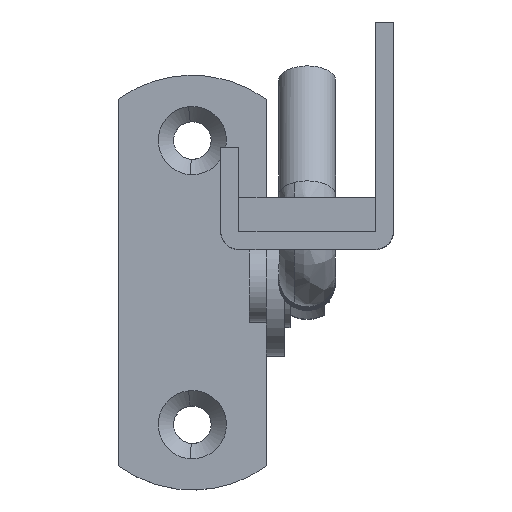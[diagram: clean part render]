
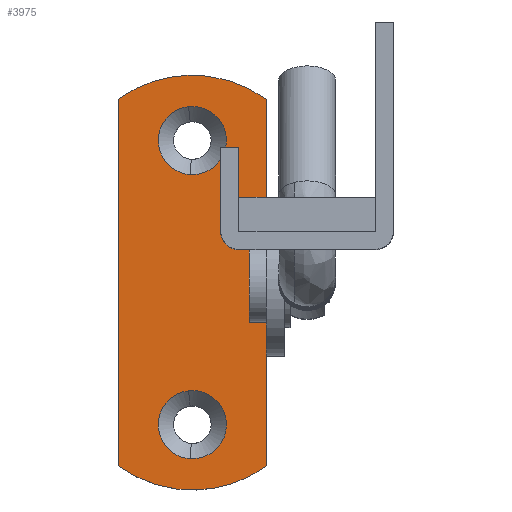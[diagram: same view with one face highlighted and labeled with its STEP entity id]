
A CAD part, top view. The second image highlights one B-rep face of the part: STEP entity #3975.
In plain terms, the highlighted free-form (B-spline) face has degree [1, 1] with [2, 2] control points.
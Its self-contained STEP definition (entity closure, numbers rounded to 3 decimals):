
#2711=CARTESIAN_POINT('',(-0.342,15.48,1.6));
#2712=VERTEX_POINT('',#2711);
#2718=CARTESIAN_POINT('',(-3.0,12.5,1.6));
#2719=VERTEX_POINT('',#2718);
#2720=CARTESIAN_POINT('',(-0.342,15.48,1.6));
#2721=CARTESIAN_POINT('',(-3.,15.175,1.6));
#2722=CARTESIAN_POINT('',(-3.0,12.5,1.6));
#2730=(BOUNDED_CURVE()B_SPLINE_CURVE(2,(#2720,#2721,#2722),.UNSPECIFIED.,.F.,.U.)B_SPLINE_CURVE_WITH_KNOTS((3,3),(0.27,0.5),.UNSPECIFIED.)CURVE()GEOMETRIC_REPRESENTATION_ITEM()RATIONAL_B_SPLINE_CURVE((0.957,0.73,1.0))REPRESENTATION_ITEM(''));
#2731=EDGE_CURVE('',#2712,#2719,#2730,.T.);
#2733=CARTESIAN_POINT('',(-0.183,9.506,1.6));
#2734=VERTEX_POINT('',#2733);
#2735=CARTESIAN_POINT('',(-3.0,12.5,1.6));
#2736=CARTESIAN_POINT('',(-3.,9.678,1.6));
#2737=CARTESIAN_POINT('',(-0.183,9.506,1.6));
#2745=(BOUNDED_CURVE()B_SPLINE_CURVE(2,(#2735,#2736,#2737),.UNSPECIFIED.,.F.,.U.)B_SPLINE_CURVE_WITH_KNOTS((3,3),(0.5,0.739),.UNSPECIFIED.)CURVE()GEOMETRIC_REPRESENTATION_ITEM()RATIONAL_B_SPLINE_CURVE((1.0,0.72,0.976))REPRESENTATION_ITEM(''));
#2746=EDGE_CURVE('',#2719,#2734,#2745,.T.);
#2841=CARTESIAN_POINT('',(3.0,12.5,1.6));
#2842=VERTEX_POINT('',#2841);
#2843=CARTESIAN_POINT('',(-0.183,9.506,1.6));
#2844=CARTESIAN_POINT('',(-0.092,9.5,1.6));
#2845=CARTESIAN_POINT('',(0.0,9.5,1.6));
#2846=CARTESIAN_POINT('',(3.0,9.5,1.6));
#2847=CARTESIAN_POINT('',(3.0,12.5,1.6));
#2855=(BOUNDED_CURVE()B_SPLINE_CURVE(2,(#2843,#2844,#2845,#2846,#2847),.UNSPECIFIED.,.F.,.U.)B_SPLINE_CURVE_WITH_KNOTS((3,2,3),(0.739,0.75,1.0),.UNSPECIFIED.)CURVE()GEOMETRIC_REPRESENTATION_ITEM()RATIONAL_B_SPLINE_CURVE((0.976,0.988,1.0,0.707,1.0))REPRESENTATION_ITEM(''));
#2856=EDGE_CURVE('',#2734,#2842,#2855,.T.);
#2858=CARTESIAN_POINT('',(3.0,12.5,1.6));
#2859=CARTESIAN_POINT('',(3.0,15.5,1.6));
#2860=CARTESIAN_POINT('',(0.0,15.5,1.6));
#2861=CARTESIAN_POINT('',(-0.172,15.5,1.6));
#2862=CARTESIAN_POINT('',(-0.342,15.48,1.6));
#2870=(BOUNDED_CURVE()B_SPLINE_CURVE(2,(#2858,#2859,#2860,#2861,#2862),.UNSPECIFIED.,.F.,.U.)B_SPLINE_CURVE_WITH_KNOTS((3,2,3),(0.0,0.25,0.27),.UNSPECIFIED.)CURVE()GEOMETRIC_REPRESENTATION_ITEM()RATIONAL_B_SPLINE_CURVE((1.0,0.707,1.0,0.977,0.957))REPRESENTATION_ITEM(''));
#2871=EDGE_CURVE('',#2842,#2712,#2870,.T.);
#3039=CARTESIAN_POINT('',(-0.342,-9.52,1.6));
#3040=VERTEX_POINT('',#3039);
#3046=CARTESIAN_POINT('',(-3.0,-12.5,1.6));
#3047=VERTEX_POINT('',#3046);
#3048=CARTESIAN_POINT('',(-0.342,-9.52,1.6));
#3049=CARTESIAN_POINT('',(-3.,-9.825,1.6));
#3050=CARTESIAN_POINT('',(-3.0,-12.5,1.6));
#3058=(BOUNDED_CURVE()B_SPLINE_CURVE(2,(#3048,#3049,#3050),.UNSPECIFIED.,.F.,.U.)B_SPLINE_CURVE_WITH_KNOTS((3,3),(0.27,0.5),.UNSPECIFIED.)CURVE()GEOMETRIC_REPRESENTATION_ITEM()RATIONAL_B_SPLINE_CURVE((0.957,0.73,1.0))REPRESENTATION_ITEM(''));
#3059=EDGE_CURVE('',#3040,#3047,#3058,.T.);
#3061=CARTESIAN_POINT('',(-0.183,-15.494,1.6));
#3062=VERTEX_POINT('',#3061);
#3063=CARTESIAN_POINT('',(-3.0,-12.5,1.6));
#3064=CARTESIAN_POINT('',(-3.,-15.322,1.6));
#3065=CARTESIAN_POINT('',(-0.183,-15.494,1.6));
#3073=(BOUNDED_CURVE()B_SPLINE_CURVE(2,(#3063,#3064,#3065),.UNSPECIFIED.,.F.,.U.)B_SPLINE_CURVE_WITH_KNOTS((3,3),(0.5,0.739),.UNSPECIFIED.)CURVE()GEOMETRIC_REPRESENTATION_ITEM()RATIONAL_B_SPLINE_CURVE((1.0,0.72,0.976))REPRESENTATION_ITEM(''));
#3074=EDGE_CURVE('',#3047,#3062,#3073,.T.);
#3169=CARTESIAN_POINT('',(3.0,-12.5,1.6));
#3170=VERTEX_POINT('',#3169);
#3171=CARTESIAN_POINT('',(-0.183,-15.494,1.6));
#3172=CARTESIAN_POINT('',(-0.092,-15.5,1.6));
#3173=CARTESIAN_POINT('',(0.0,-15.5,1.6));
#3174=CARTESIAN_POINT('',(3.0,-15.5,1.6));
#3175=CARTESIAN_POINT('',(3.0,-12.5,1.6));
#3183=(BOUNDED_CURVE()B_SPLINE_CURVE(2,(#3171,#3172,#3173,#3174,#3175),.UNSPECIFIED.,.F.,.U.)B_SPLINE_CURVE_WITH_KNOTS((3,2,3),(0.739,0.75,1.0),.UNSPECIFIED.)CURVE()GEOMETRIC_REPRESENTATION_ITEM()RATIONAL_B_SPLINE_CURVE((0.976,0.988,1.0,0.707,1.0))REPRESENTATION_ITEM(''));
#3184=EDGE_CURVE('',#3062,#3170,#3183,.T.);
#3186=CARTESIAN_POINT('',(3.0,-12.5,1.6));
#3187=CARTESIAN_POINT('',(3.0,-9.5,1.6));
#3188=CARTESIAN_POINT('',(0.0,-9.5,1.6));
#3189=CARTESIAN_POINT('',(-0.172,-9.5,1.6));
#3190=CARTESIAN_POINT('',(-0.342,-9.52,1.6));
#3198=(BOUNDED_CURVE()B_SPLINE_CURVE(2,(#3186,#3187,#3188,#3189,#3190),.UNSPECIFIED.,.F.,.U.)B_SPLINE_CURVE_WITH_KNOTS((3,2,3),(0.0,0.25,0.27),.UNSPECIFIED.)CURVE()GEOMETRIC_REPRESENTATION_ITEM()RATIONAL_B_SPLINE_CURVE((1.0,0.707,1.0,0.977,0.957))REPRESENTATION_ITEM(''));
#3199=EDGE_CURVE('',#3170,#3040,#3198,.T.);
#3584=CARTESIAN_POINT('',(6.5,6.5,1.6));
#3585=VERTEX_POINT('',#3584);
#3633=CARTESIAN_POINT('',(6.5,-6.5,1.6));
#3634=VERTEX_POINT('',#3633);
#3733=CARTESIAN_POINT('',(6.5,-16.124,1.6));
#3734=VERTEX_POINT('',#3733);
#3740=CARTESIAN_POINT('',(-6.5,-16.124,1.6));
#3741=VERTEX_POINT('',#3740);
#3742=CARTESIAN_POINT('',(-6.5,-16.124,1.6));
#3743=CARTESIAN_POINT('',(0.,-20.885,1.6));
#3744=CARTESIAN_POINT('',(6.5,-16.124,1.6));
#3752=(BOUNDED_CURVE()B_SPLINE_CURVE(2,(#3742,#3743,#3744),.UNSPECIFIED.,.F.,.U.)CURVE()GEOMETRIC_REPRESENTATION_ITEM()QUASI_UNIFORM_CURVE()RATIONAL_B_SPLINE_CURVE((1.0,0.807,1.0))REPRESENTATION_ITEM(''));
#3753=EDGE_CURVE('',#3741,#3734,#3752,.T.);
#3775=CARTESIAN_POINT('',(6.5,16.124,1.6));
#3776=VERTEX_POINT('',#3775);
#3782=CARTESIAN_POINT('',(6.5,16.124,1.6));
#3783=CARTESIAN_POINT('',(6.5,6.5,1.6));
#3784=QUASI_UNIFORM_CURVE('',1,(#3782,#3783),.UNSPECIFIED.,.F.,.U.);
#3785=EDGE_CURVE('',#3776,#3585,#3784,.T.);
#3820=CARTESIAN_POINT('',(-6.5,16.124,1.6));
#3821=VERTEX_POINT('',#3820);
#3827=CARTESIAN_POINT('',(6.5,16.124,1.6));
#3828=CARTESIAN_POINT('',(0.,20.885,1.6));
#3829=CARTESIAN_POINT('',(-6.5,16.124,1.6));
#3837=(BOUNDED_CURVE()B_SPLINE_CURVE(2,(#3827,#3828,#3829),.UNSPECIFIED.,.F.,.U.)CURVE()GEOMETRIC_REPRESENTATION_ITEM()QUASI_UNIFORM_CURVE()RATIONAL_B_SPLINE_CURVE((1.0,0.807,1.0))REPRESENTATION_ITEM(''));
#3838=EDGE_CURVE('',#3776,#3821,#3837,.T.);
#3855=CARTESIAN_POINT('',(-6.5,-16.124,1.6));
#3856=CARTESIAN_POINT('',(-6.5,16.124,1.6));
#3857=QUASI_UNIFORM_CURVE('',1,(#3855,#3856),.UNSPECIFIED.,.F.,.U.);
#3858=EDGE_CURVE('',#3741,#3821,#3857,.T.);
#3869=CARTESIAN_POINT('',(6.5,-6.5,1.6));
#3870=CARTESIAN_POINT('',(6.5,-16.124,1.6));
#3871=QUASI_UNIFORM_CURVE('',1,(#3869,#3870),.UNSPECIFIED.,.F.,.U.);
#3872=EDGE_CURVE('',#3634,#3734,#3871,.T.);
#3907=CARTESIAN_POINT('',(6.5,6.5,1.6));
#3908=CARTESIAN_POINT('',(6.5,-6.5,1.6));
#3909=QUASI_UNIFORM_CURVE('',1,(#3907,#3908),.UNSPECIFIED.,.F.,.U.);
#3910=EDGE_CURVE('',#3585,#3634,#3909,.T.);
#3950=CARTESIAN_POINT('',(7.149,20.073,1.6));
#3951=CARTESIAN_POINT('',(-7.149,20.073,1.6));
#3952=CARTESIAN_POINT('',(7.149,-20.073,1.6));
#3953=CARTESIAN_POINT('',(-7.149,-20.073,1.6));
#3954=B_SPLINE_SURFACE_WITH_KNOTS('',1,1,((#3950,#3952),(#3951,#3953)),.UNSPECIFIED.,.F.,.F.,.U.,(2,2),(2,2),(0.0,14.299),(0.0,40.146),.UNSPECIFIED.);
#3955=ORIENTED_EDGE('',*,*,#3858,.F.);
#3956=ORIENTED_EDGE('',*,*,#3753,.T.);
#3957=ORIENTED_EDGE('',*,*,#3872,.F.);
#3958=ORIENTED_EDGE('',*,*,#3910,.F.);
#3959=ORIENTED_EDGE('',*,*,#3785,.F.);
#3960=ORIENTED_EDGE('',*,*,#3838,.T.);
#3961=EDGE_LOOP('',(#3955,#3956,#3957,#3958,#3959,#3960));
#3962=FACE_OUTER_BOUND('',#3961,.T.);
#3963=ORIENTED_EDGE('',*,*,#3074,.F.);
#3964=ORIENTED_EDGE('',*,*,#3059,.F.);
#3965=ORIENTED_EDGE('',*,*,#3199,.F.);
#3966=ORIENTED_EDGE('',*,*,#3184,.F.);
#3967=EDGE_LOOP('',(#3963,#3964,#3965,#3966));
#3968=FACE_BOUND('',#3967,.T.);
#3969=ORIENTED_EDGE('',*,*,#2746,.F.);
#3970=ORIENTED_EDGE('',*,*,#2731,.F.);
#3971=ORIENTED_EDGE('',*,*,#2871,.F.);
#3972=ORIENTED_EDGE('',*,*,#2856,.F.);
#3973=EDGE_LOOP('',(#3969,#3970,#3971,#3972));
#3974=FACE_BOUND('',#3973,.T.);
#3975=ADVANCED_FACE('',(#3962,#3968,#3974),#3954,.T.);
